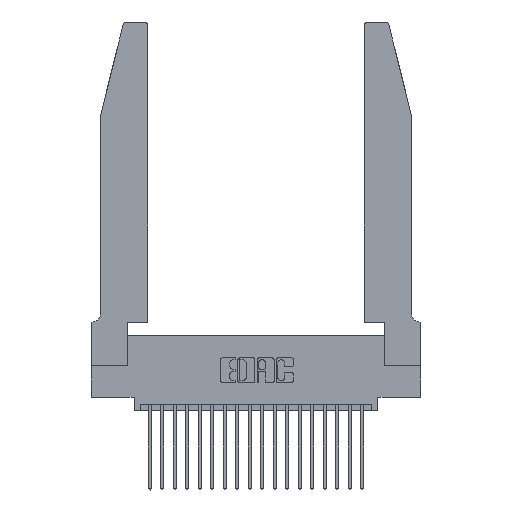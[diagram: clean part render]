
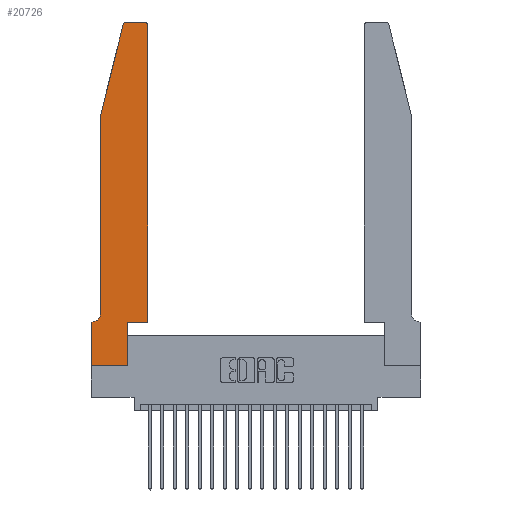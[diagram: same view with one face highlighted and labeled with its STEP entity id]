
A CAD part, top view. The second image highlights one B-rep face of the part: STEP entity #20726.
In plain terms, the highlighted planar face has unit normal (0, 0, 1).
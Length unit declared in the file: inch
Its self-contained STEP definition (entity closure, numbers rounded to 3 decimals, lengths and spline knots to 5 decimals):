
#10 = ORIENTED_EDGE ( 'NONE', *, *, #11045, .T. ) ;
#75 = DIRECTION ( 'NONE',  ( 0., -1., 0. ) ) ;
#112 = EDGE_CURVE ( 'NONE', #11809, #15932, #9951, .T. ) ;
#412 = EDGE_CURVE ( 'NONE', #1086, #6718, #5618, .T. ) ;
#757 = DIRECTION ( 'NONE',  ( 1., 0., 0. ) ) ;
#938 = VERTEX_POINT ( 'NONE', #2419 ) ;
#1086 = VERTEX_POINT ( 'NONE', #5908 ) ;
#1140 = LINE ( 'NONE', #4247, #17305 ) ;
#1563 = DIRECTION ( 'NONE',  ( 1., 0., 0. ) ) ;
#1954 = ORIENTED_EDGE ( 'NONE', *, *, #112, .T. ) ;
#2115 = VERTEX_POINT ( 'NONE', #8649 ) ;
#2335 = DIRECTION ( 'NONE',  ( 0., 1., 0. ) ) ;
#2419 = CARTESIAN_POINT ( 'NONE',  ( 0.4205, 2.75, 0.37 ) ) ;
#2677 = ORIENTED_EDGE ( 'NONE', *, *, #4632, .T. ) ;
#3013 = EDGE_CURVE ( 'NONE', #21352, #2115, #13092, .T. ) ;
#3721 = ORIENTED_EDGE ( 'NONE', *, *, #6540, .T. ) ;
#3873 = LINE ( 'NONE', #5090, #20059 ) ;
#4115 = AXIS2_PLACEMENT_3D ( 'NONE', #5594, #12797, #10960 ) ;
#4247 = CARTESIAN_POINT ( 'NONE',  ( 0.4505, 0.35, 0.37 ) ) ;
#4447 = VECTOR ( 'NONE', #7617, 39.37008 ) ;
#4632 = EDGE_CURVE ( 'NONE', #6718, #11809, #1140, .T. ) ;
#5011 = EDGE_CURVE ( 'NONE', #12504, #13205, #11069, .T. ) ;
#5084 = CARTESIAN_POINT ( 'NONE',  ( 0.4505, 0.35, 0.37 ) ) ;
#5090 = CARTESIAN_POINT ( 'NONE',  ( 0.0755, 2., 0.37 ) ) ;
#5187 = ORIENTED_EDGE ( 'NONE', *, *, #5011, .T. ) ;
#5264 = CARTESIAN_POINT ( 'NONE',  ( 0.25487, 2.72718, 0.37 ) ) ;
#5384 = CIRCLE ( 'NONE', #11196, 0.07 ) ;
#5594 = CARTESIAN_POINT ( 'NONE',  ( 0.4205, 2.72, 0.37 ) ) ;
#5618 = LINE ( 'NONE', #21207, #17240 ) ;
#5635 = CARTESIAN_POINT ( 'NONE',  ( 0.4505, 0.35, 0.37 ) ) ;
#5908 = CARTESIAN_POINT ( 'NONE',  ( 0.2865, 0., 0.37 ) ) ;
#6022 = ORIENTED_EDGE ( 'NONE', *, *, #12726, .T. ) ;
#6540 = EDGE_CURVE ( 'NONE', #14250, #1086, #7262, .T. ) ;
#6663 = CARTESIAN_POINT ( 'NONE',  ( 0.0755, 0.42, 0.37 ) ) ;
#6718 = VERTEX_POINT ( 'NONE', #20620 ) ;
#6769 = EDGE_CURVE ( 'NONE', #15932, #938, #20546, .T. ) ;
#6823 = LINE ( 'NONE', #8634, #13851 ) ;
#7033 = DIRECTION ( 'NONE',  ( 0., 1., 0. ) ) ;
#7068 = VERTEX_POINT ( 'NONE', #8515 ) ;
#7262 = LINE ( 'NONE', #19483, #15393 ) ;
#7451 = ORIENTED_EDGE ( 'NONE', *, *, #18907, .T. ) ;
#7617 = DIRECTION ( 'NONE',  ( -0.239, -0.971, 0. ) ) ;
#7799 = AXIS2_PLACEMENT_3D ( 'NONE', #11964, #13774, #18859 ) ;
#8166 = CARTESIAN_POINT ( 'NONE',  ( 0., 0.35, 0.37 ) ) ;
#8515 = CARTESIAN_POINT ( 'NONE',  ( 0.284, 2.75, 0.37 ) ) ;
#8634 = CARTESIAN_POINT ( 'NONE',  ( 0., 0., 0.37 ) ) ;
#8649 = CARTESIAN_POINT ( 'NONE',  ( 0.0755, 2., 0.37 ) ) ;
#9595 = DIRECTION ( 'NONE',  ( -1., 0., 0. ) ) ;
#9951 = LINE ( 'NONE', #5084, #14549 ) ;
#9987 = ORIENTED_EDGE ( 'NONE', *, *, #14709, .T. ) ;
#10057 = DIRECTION ( 'NONE',  ( 0., -1., 0. ) ) ;
#10960 = DIRECTION ( 'NONE',  ( 1., 0., 0. ) ) ;
#11032 = CARTESIAN_POINT ( 'NONE',  ( 0.0055, 0.35, 0.37 ) ) ;
#11045 = EDGE_CURVE ( 'NONE', #2115, #16540, #3873, .T. ) ;
#11069 = LINE ( 'NONE', #20127, #18899 ) ;
#11079 = VECTOR ( 'NONE', #9595, 39.37008 ) ;
#11109 = CARTESIAN_POINT ( 'NONE',  ( 0.0755, 2., 0.37 ) ) ;
#11196 = AXIS2_PLACEMENT_3D ( 'NONE', #20860, #15752, #15895 ) ;
#11465 = EDGE_CURVE ( 'NONE', #13205, #14250, #6823, .T. ) ;
#11544 = DIRECTION ( 'NONE',  ( -1., 0., 0. ) ) ;
#11568 = CARTESIAN_POINT ( 'NONE',  ( 0.2605, 2.75, 0.37 ) ) ;
#11612 = CARTESIAN_POINT ( 'NONE',  ( 0.4505, 2.72, 0.37 ) ) ;
#11809 = VERTEX_POINT ( 'NONE', #5635 ) ;
#11964 = CARTESIAN_POINT ( 'NONE',  ( 0., 0.35, 0.37 ) ) ;
#12029 = CIRCLE ( 'NONE', #18492, 0.03 ) ;
#12304 = DIRECTION ( 'NONE',  ( 1., 0., 0. ) ) ;
#12504 = VERTEX_POINT ( 'NONE', #11032 ) ;
#12726 = EDGE_CURVE ( 'NONE', #16540, #12504, #5384, .T. ) ;
#12797 = DIRECTION ( 'NONE',  ( 0., 0., 1. ) ) ;
#12851 = ORIENTED_EDGE ( 'NONE', *, *, #3013, .T. ) ;
#13092 = LINE ( 'NONE', #11109, #4447 ) ;
#13205 = VERTEX_POINT ( 'NONE', #8166 ) ;
#13387 = ORIENTED_EDGE ( 'NONE', *, *, #6769, .T. ) ;
#13628 = PLANE ( 'NONE',  #7799 ) ;
#13774 = DIRECTION ( 'NONE',  ( 0., 0., 1. ) ) ;
#13851 = VECTOR ( 'NONE', #75, 39.37008 ) ;
#14250 = VERTEX_POINT ( 'NONE', #17442 ) ;
#14276 = FACE_OUTER_BOUND ( 'NONE', #20228, .T. ) ;
#14549 = VECTOR ( 'NONE', #7033, 39.37008 ) ;
#14709 = EDGE_CURVE ( 'NONE', #938, #7068, #17026, .T. ) ;
#14944 = ORIENTED_EDGE ( 'NONE', *, *, #11465, .T. ) ;
#15393 = VECTOR ( 'NONE', #12304, 39.37008 ) ;
#15752 = DIRECTION ( 'NONE',  ( 0., 0., -1. ) ) ;
#15895 = DIRECTION ( 'NONE',  ( -1., 0., 0. ) ) ;
#15932 = VERTEX_POINT ( 'NONE', #11612 ) ;
#16540 = VERTEX_POINT ( 'NONE', #6663 ) ;
#17026 = LINE ( 'NONE', #11568, #11079 ) ;
#17240 = VECTOR ( 'NONE', #2335, 39.37008 ) ;
#17305 = VECTOR ( 'NONE', #757, 39.37008 ) ;
#17442 = CARTESIAN_POINT ( 'NONE',  ( 0., 0., 0.37 ) ) ;
#17522 = ORIENTED_EDGE ( 'NONE', *, *, #412, .T. ) ;
#18492 = AXIS2_PLACEMENT_3D ( 'NONE', #20556, #20416, #1563 ) ;
#18859 = DIRECTION ( 'NONE',  ( 1., 0., 0. ) ) ;
#18899 = VECTOR ( 'NONE', #11544, 39.37008 ) ;
#18907 = EDGE_CURVE ( 'NONE', #7068, #21352, #12029, .T. ) ;
#19483 = CARTESIAN_POINT ( 'NONE',  ( 0., 0., 0.37 ) ) ;
#20059 = VECTOR ( 'NONE', #10057, 39.37008 ) ;
#20127 = CARTESIAN_POINT ( 'NONE',  ( 0.0755, 0.35, 0.37 ) ) ;
#20228 = EDGE_LOOP ( 'NONE', ( #9987, #7451, #12851, #10, #6022, #5187, #14944, #3721, #17522, #2677, #1954, #13387 ) ) ;
#20416 = DIRECTION ( 'NONE',  ( 0., 0., 1. ) ) ;
#20546 = CIRCLE ( 'NONE', #4115, 0.03 ) ;
#20556 = CARTESIAN_POINT ( 'NONE',  ( 0.284, 2.72, 0.37 ) ) ;
#20620 = CARTESIAN_POINT ( 'NONE',  ( 0.2865, 0.35, 0.37 ) ) ;
#20726 = ADVANCED_FACE ( 'NONE', ( #14276 ), #13628, .T. ) ;
#20860 = CARTESIAN_POINT ( 'NONE',  ( 0.0055, 0.42, 0.37 ) ) ;
#21207 = CARTESIAN_POINT ( 'NONE',  ( 0.2865, 0.35, 0.37 ) ) ;
#21352 = VERTEX_POINT ( 'NONE', #5264 ) ;
